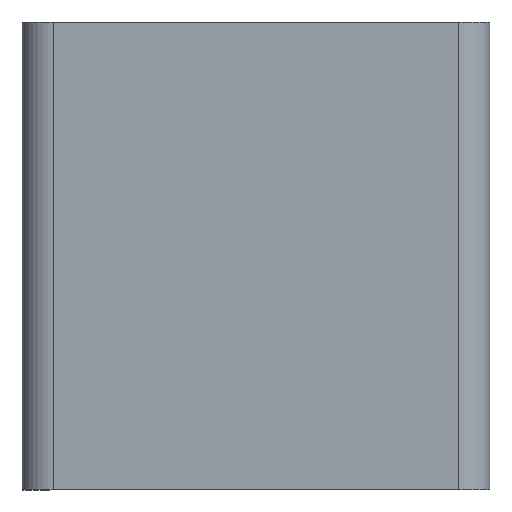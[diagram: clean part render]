
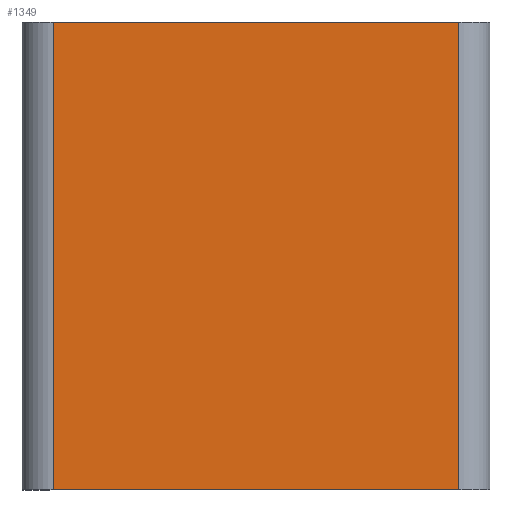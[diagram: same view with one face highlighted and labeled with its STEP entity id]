
A CAD part, left-side view. The second image highlights one B-rep face of the part: STEP entity #1349.
In plain terms, the highlighted planar face has unit normal (-1, 0, 0).
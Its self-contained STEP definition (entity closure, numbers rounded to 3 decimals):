
#209=FACE_OUTER_BOUND('',#305,.T.);
#305=EDGE_LOOP('',(#1213,#1214,#1215,#1216));
#342=LINE('',#2015,#464);
#433=LINE('',#2271,#555);
#434=LINE('',#2275,#556);
#436=LINE('',#2278,#558);
#464=VECTOR('',#1618,10.);
#555=VECTOR('',#1881,10.);
#556=VECTOR('',#1888,10.);
#558=VECTOR('',#1892,10.);
#602=VERTEX_POINT('',#2012);
#603=VERTEX_POINT('',#2014);
#681=VERTEX_POINT('',#2268);
#682=VERTEX_POINT('',#2270);
#735=EDGE_CURVE('',#602,#603,#342,.T.);
#863=EDGE_CURVE('',#681,#682,#433,.T.);
#866=EDGE_CURVE('',#681,#603,#434,.T.);
#868=EDGE_CURVE('',#682,#602,#436,.T.);
#1213=ORIENTED_EDGE('',*,*,#866,.T.);
#1214=ORIENTED_EDGE('',*,*,#735,.F.);
#1215=ORIENTED_EDGE('',*,*,#868,.F.);
#1216=ORIENTED_EDGE('',*,*,#863,.F.);
#1279=PLANE('',#1499);
#1349=ADVANCED_FACE('',(#209),#1279,.T.);
#1499=AXIS2_PLACEMENT_3D('',#2277,#1890,#1891);
#1618=DIRECTION('',(0.,-1.,0.));
#1881=DIRECTION('',(0.,1.,0.));
#1888=DIRECTION('',(0.,0.,1.));
#1890=DIRECTION('center_axis',(-1.,0.,0.));
#1891=DIRECTION('ref_axis',(0.,0.,
1.));
#1892=DIRECTION('',(0.,0.,1.));
#2012=CARTESIAN_POINT('',(-60.,170.,74.572));
#2014=CARTESIAN_POINT('',(-60.,105.,74.572));
#2015=CARTESIAN_POINT('',(-60.,100.,74.572));
#2268=CARTESIAN_POINT('',(-60.,105.,-0.428));
#2270=CARTESIAN_POINT('',(-60.,170.,-0.428));
#2271=CARTESIAN_POINT('',(-60.,100.,-0.428));
#2275=CARTESIAN_POINT('',(-60.,105.,69.572));
#2277=CARTESIAN_POINT('Origin',(-60.,100.,-0.428));
#2278=CARTESIAN_POINT('',(-60.,170.,69.572));
